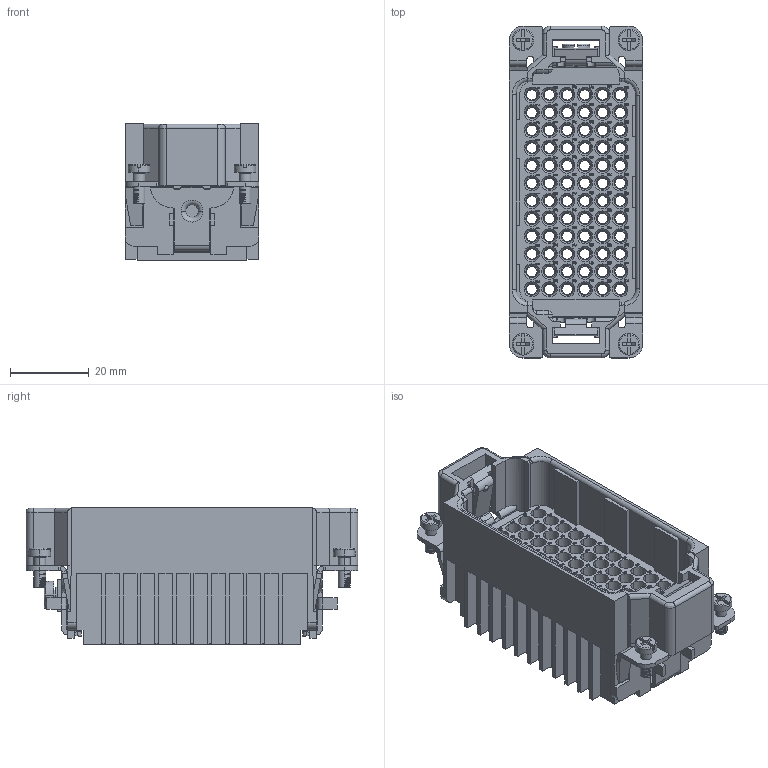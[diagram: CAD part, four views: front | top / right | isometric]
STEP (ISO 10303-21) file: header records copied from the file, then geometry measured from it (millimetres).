
FILE_DESCRIPTION((''),'2;1');
FILE_NAME('TOP72','2017-08-24T',('tl.yang'),(''),'PRO/ENGINEER BY PARAMETRIC TECHNOLOGY CORPORATION, 2011500','PRO/ENGINEER BY PARAMETRIC TECHNOLOGY CORPORATION, 2011500','');
FILE_SCHEMA(('CONFIG_CONTROL_DESIGN'));
Products named in the file (1): TOP72
Bounding box: 34 x 84.5 x 35.1 mm (x, y, z)
Volume: 36588.3 mm3; surface area: 35037.8 mm2
Topology: 1 solids, 2 shells, 11381 faces, 32861 edges, 21960 vertices
Faces by surface type: plane 10571, cylinder 608, cone 144, torus 29, bspline 19, sphere 10
Entity records: 369134 total; most frequent: CARTESIAN_POINT 67816, ORIENTED_EDGE 65706, DIRECTION 57007, EDGE_CURVE 32853, VECTOR 31133, LINE 31133, VERTEX_POINT 21960, AXIS2_PLACEMENT_3D 12937
